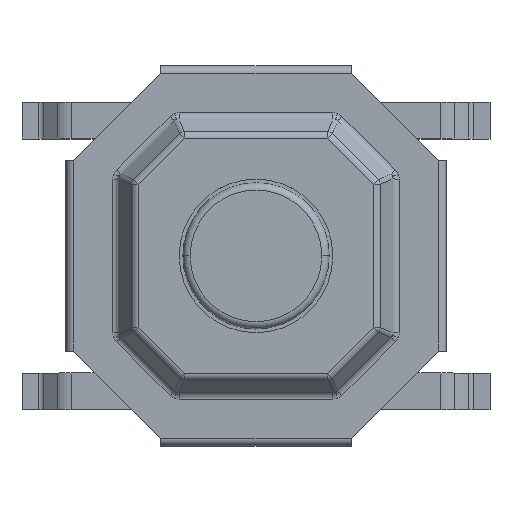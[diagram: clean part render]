
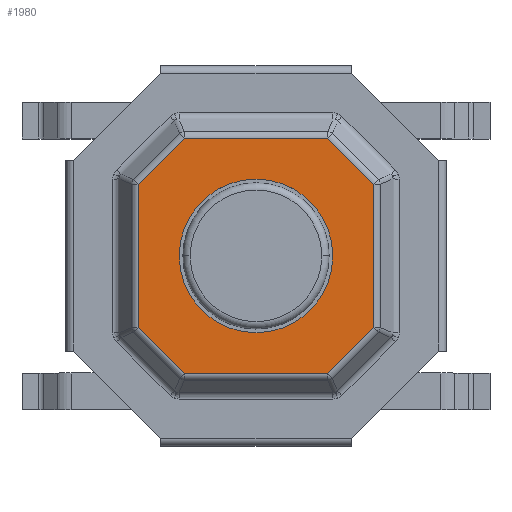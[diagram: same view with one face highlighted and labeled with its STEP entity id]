
A CAD part, top view. The second image highlights one B-rep face of the part: STEP entity #1980.
In plain terms, the highlighted planar face has unit normal (0, 0, 1).
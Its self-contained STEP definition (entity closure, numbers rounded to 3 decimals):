
#1031 = VERTEX_POINT('',#1032);
#1032 = CARTESIAN_POINT('',(1.05,0.,1.25));
#1038 = EDGE_CURVE('',#1039,#1031,#1041,.T.);
#1039 = VERTEX_POINT('',#1040);
#1040 = CARTESIAN_POINT('',(-1.05,0.,
    1.25));
#1041 = CIRCLE('',#1042,1.05);
#1042 = AXIS2_PLACEMENT_3D('',#1043,#1044,#1045);
#1043 = CARTESIAN_POINT('',(0.,0.,1.25));
#1044 = DIRECTION('',(0.,0.,1.));
#1045 = DIRECTION('',(1.,0.,-0.));
#1980 = ADVANCED_FACE('',(#1981,#2047),#2057,.F.);
#1981 = FACE_BOUND('',#1982,.T.);
#1982 = EDGE_LOOP('',(#1983,#1993,#2001,#2009,#2017,#2025,#2033,#2041));
#1983 = ORIENTED_EDGE('',*,*,#1984,.T.);
#1984 = EDGE_CURVE('',#1985,#1987,#1989,.T.);
#1985 = VERTEX_POINT('',#1986);
#1986 = CARTESIAN_POINT('',(0.98,1.611,1.25)
  );
#1987 = VERTEX_POINT('',#1988);
#1988 = CARTESIAN_POINT('',(-0.98,1.611,
    1.25));
#1989 = LINE('',#1990,#1991);
#1990 = CARTESIAN_POINT('',(0.,1.611,
    1.25));
#1991 = VECTOR('',#1992,1.);
#1992 = DIRECTION('',(-1.,-0.,-0.));
#1993 = ORIENTED_EDGE('',*,*,#1994,.T.);
#1994 = EDGE_CURVE('',#1987,#1995,#1997,.T.);
#1995 = VERTEX_POINT('',#1996);
#1996 = CARTESIAN_POINT('',(-1.611,0.98,
    1.25));
#1997 = LINE('',#1998,#1999);
#1998 = CARTESIAN_POINT('',(-1.296,1.296,1.25
    ));
#1999 = VECTOR('',#2000,1.);
#2000 = DIRECTION('',(-0.707,-0.707,-0.));
#2001 = ORIENTED_EDGE('',*,*,#2002,.T.);
#2002 = EDGE_CURVE('',#1995,#2003,#2005,.T.);
#2003 = VERTEX_POINT('',#2004);
#2004 = CARTESIAN_POINT('',(-1.611,-0.98,
    1.25));
#2005 = LINE('',#2006,#2007);
#2006 = CARTESIAN_POINT('',(-1.611,0.,1.25));
#2007 = VECTOR('',#2008,1.);
#2008 = DIRECTION('',(-0.,-1.,-0.));
#2009 = ORIENTED_EDGE('',*,*,#2010,.T.);
#2010 = EDGE_CURVE('',#2003,#2011,#2013,.T.);
#2011 = VERTEX_POINT('',#2012);
#2012 = CARTESIAN_POINT('',(-0.98,-1.611,
    1.25));
#2013 = LINE('',#2014,#2015);
#2014 = CARTESIAN_POINT('',(-1.296,-1.296,
    1.25));
#2015 = VECTOR('',#2016,1.);
#2016 = DIRECTION('',(0.707,-0.707,0.));
#2017 = ORIENTED_EDGE('',*,*,#2018,.T.);
#2018 = EDGE_CURVE('',#2011,#2019,#2021,.T.);
#2019 = VERTEX_POINT('',#2020);
#2020 = CARTESIAN_POINT('',(0.98,-1.611,1.25
    ));
#2021 = LINE('',#2022,#2023);
#2022 = CARTESIAN_POINT('',(0.,-1.611,
    1.25));
#2023 = VECTOR('',#2024,1.);
#2024 = DIRECTION('',(1.,0.,0.));
#2025 = ORIENTED_EDGE('',*,*,#2026,.T.);
#2026 = EDGE_CURVE('',#2019,#2027,#2029,.T.);
#2027 = VERTEX_POINT('',#2028);
#2028 = CARTESIAN_POINT('',(1.611,-0.98,
    1.25));
#2029 = LINE('',#2030,#2031);
#2030 = CARTESIAN_POINT('',(1.296,-1.296,
    1.25));
#2031 = VECTOR('',#2032,1.);
#2032 = DIRECTION('',(0.707,0.707,0.));
#2033 = ORIENTED_EDGE('',*,*,#2034,.T.);
#2034 = EDGE_CURVE('',#2027,#2035,#2037,.T.);
#2035 = VERTEX_POINT('',#2036);
#2036 = CARTESIAN_POINT('',(1.611,0.98,1.25
    ));
#2037 = LINE('',#2038,#2039);
#2038 = CARTESIAN_POINT('',(1.611,0.,1.25));
#2039 = VECTOR('',#2040,1.);
#2040 = DIRECTION('',(0.,1.,0.));
#2041 = ORIENTED_EDGE('',*,*,#2042,.T.);
#2042 = EDGE_CURVE('',#2035,#1985,#2043,.T.);
#2043 = LINE('',#2044,#2045);
#2044 = CARTESIAN_POINT('',(1.296,1.296,1.25
    ));
#2045 = VECTOR('',#2046,1.);
#2046 = DIRECTION('',(-0.707,0.707,0.));
#2047 = FACE_BOUND('',#2048,.T.);
#2048 = EDGE_LOOP('',(#2049,#2056));
#2049 = ORIENTED_EDGE('',*,*,#2050,.F.);
#2050 = EDGE_CURVE('',#1031,#1039,#2051,.T.);
#2051 = CIRCLE('',#2052,1.05);
#2052 = AXIS2_PLACEMENT_3D('',#2053,#2054,#2055);
#2053 = CARTESIAN_POINT('',(0.,0.,1.25));
#2054 = DIRECTION('',(0.,0.,1.));
#2055 = DIRECTION('',(1.,0.,-0.));
#2056 = ORIENTED_EDGE('',*,*,#1038,.F.);
#2057 = PLANE('',#2058);
#2058 = AXIS2_PLACEMENT_3D('',#2059,#2060,#2061);
#2059 = CARTESIAN_POINT('',(0.,0.,1.25));
#2060 = DIRECTION('',(0.,0.,-1.));
#2061 = DIRECTION('',(-1.,0.,0.));
